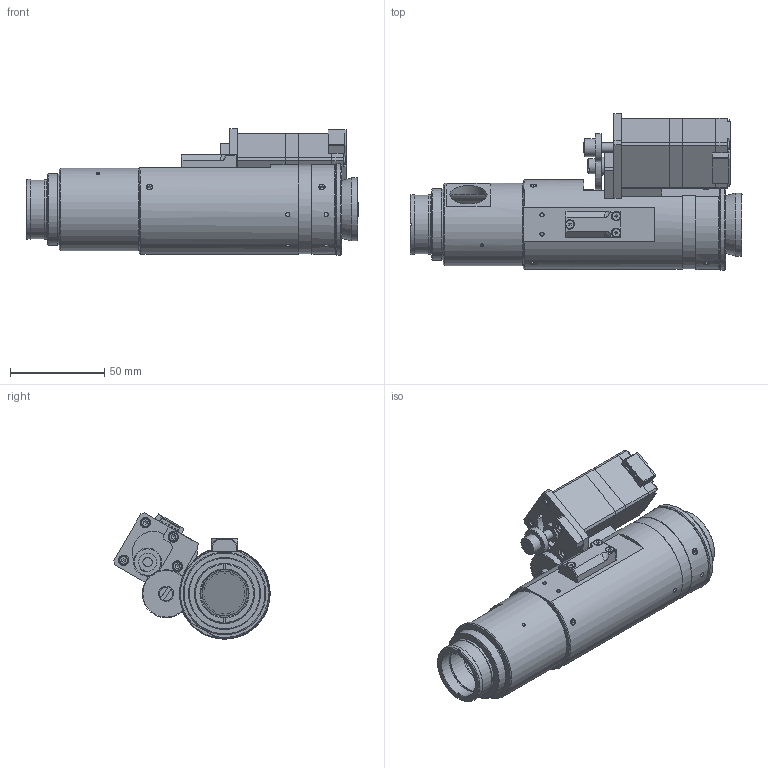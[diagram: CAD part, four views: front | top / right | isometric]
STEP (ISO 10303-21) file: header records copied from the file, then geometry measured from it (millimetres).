
FILE_DESCRIPTION(/* description */ ('RING, RETAINING, "C" LENS'),/* implementation_level */ '2;1');
FILE_NAME(/* name */ '52023_0.stp',/* time_stamp */ '2015-04-06T11:35:09-04:00',/* author */ ('BONAFEDE'),/* organization */ (''),/* preprocessor_version */ 'ST-DEVELOPER v15.6',/* originating_system */ 'Autodesk Inventor 2015',/* authorisation */ '');
FILE_SCHEMA (('AUTOMOTIVE_DESIGN { 1 0 10303 214 3 1 1 }'));
Length unit declared in the file: inch
Products named in the file (65): 50371; 50354; 50355; 50536; 50537; 50348; 50349; 50121; 50358; 50143; 50616; 50693; 50372; 50361; 50350; 50351; 60697; 50359; 7007; 50725; 50726; 50727; 50465; 50466; 50467; 50539; 50352; 50347; 50211; 62325; 51187; 51219; 51447; 51448; 50109; 7477; 51446; 7326; 7004; 61358 ...
Bounding box: 175.69 x 82.81 x 66.9 mm (x, y, z)
Volume: 222093.5 mm3; surface area: 150790.1 mm2
Topology: 80 solids, 83 shells, 1640 faces, 3899 edges, 2560 vertices
Faces by surface type: plane 900, cylinder 443, cone 170, bspline 99, torus 14, sphere 14
Full cylindrical faces by diameter (mm): 0.35 x5, 0.5 x5, 0.508 x4, 1.016 x2, 1.27 x2, 1.524 x3, 1.587 x1, 1.593 x2, 1.702 x11, 1.727 x2, 1.778 x1, 1.93 x2, 1.938 x4, 1.948 x4, 2.083 x2, 2.159 x18, 2.184 x12, 2.286 x2, 2.489 x12, 2.5 x8, 2.692 x3, 2.845 x13, 2.896 x4, 3.162 x2, 3.175 x2, 3.302 x8, 3.454 x2, 4 x4, 4.166 x7, 4.267 x3
Entity records: 42351 total; most frequent: CARTESIAN_POINT 12729, DIRECTION 5726, ORIENTED_EDGE 5178, EDGE_CURVE 2592, AXIS2_PLACEMENT_3D 2178, EDGE_LOOP 1987, VERTEX_POINT 1925, LINE 1370
